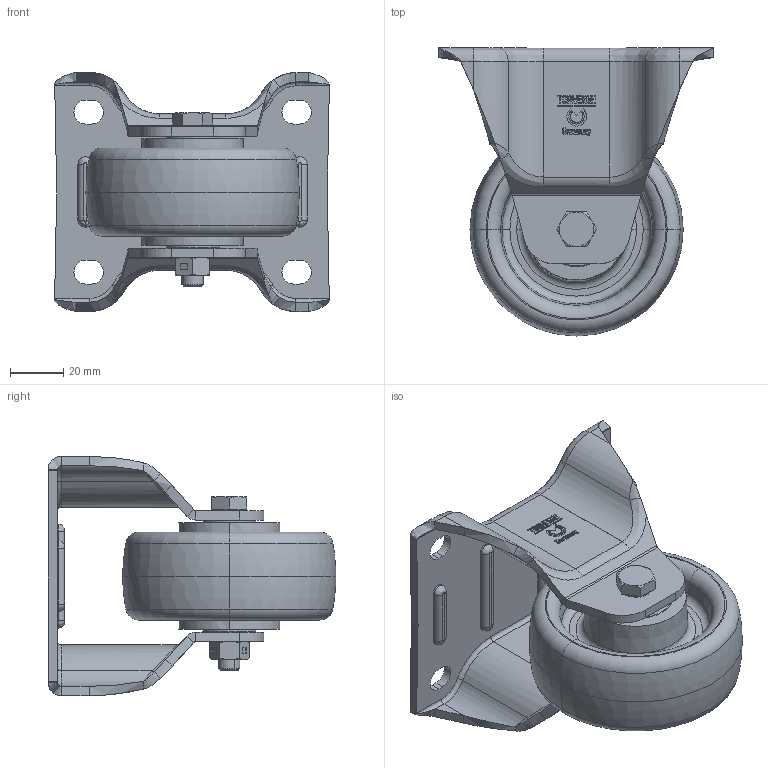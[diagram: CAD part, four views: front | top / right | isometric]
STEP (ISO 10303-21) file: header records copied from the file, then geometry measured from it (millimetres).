
FILE_DESCRIPTION (( 'STEP AP214' ), '1' );
FILE_NAME ('0033437BL_B-IM-PAM-080-K-EC.STEP', '2016-05-19T07:14:36', ( '' ), ( '' ), 'SwSTEP 2.0', 'SolidWorks 2016', '' );
FILE_SCHEMA (( 'AUTOMOTIVE_DESIGN' ));
Length unit declared in the file: millimetre
Products named in the file (1): 0033437BL_B-IM-PAM-080-K-EC
Bounding box: 103.04 x 108 x 89.74 mm (x, y, z)
Surface area: 78018 mm2 (no closed solid volume)
Topology: 0 solids, 17 shells, 745 faces, 1819 edges, 1146 vertices
Faces by surface type: plane 337, cylinder 226, bspline 76, cone 56, torus 50
Entity records: 33718 total; most frequent: CARTESIAN_POINT 8232, ORIENTED_EDGE 3574, DIRECTION 3498, EDGE_CURVE 1819, AXIS2_PLACEMENT_3D 1230, VERTEX_POINT 1146, VECTOR 1038, LINE 1038
